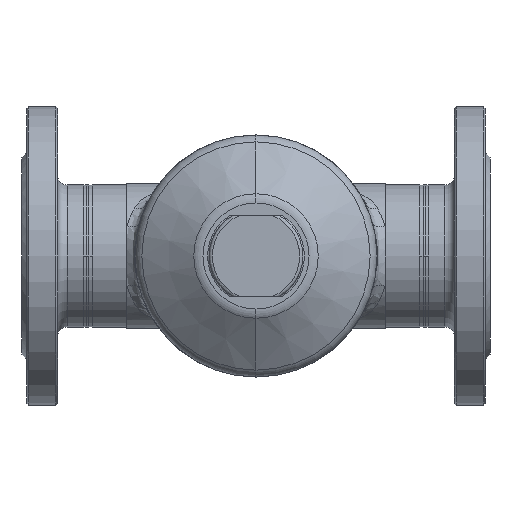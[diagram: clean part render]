
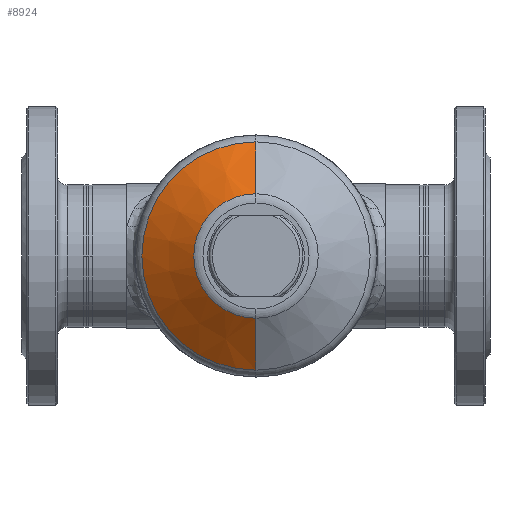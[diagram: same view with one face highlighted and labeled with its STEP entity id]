
A CAD part, front view. The second image highlights one B-rep face of the part: STEP entity #8924.
In plain terms, the highlighted conical face has half-angle 55 degrees and reference radius 70.736 mm.
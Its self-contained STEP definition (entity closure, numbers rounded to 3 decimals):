
#76 = DIRECTION ( 'NONE',  ( 0., 1., 0. ) ) ;
#194 = DIRECTION ( 'NONE',  ( 0., 0.574, 0.819 ) ) ;
#543 = AXIS2_PLACEMENT_3D ( 'NONE', #9822, #11490, #2263 ) ;
#999 = CARTESIAN_POINT ( 'NONE',  ( 0., -108.678, -70.736 ) ) ;
#2263 = DIRECTION ( 'NONE',  ( 0., 0., -1. ) ) ;
#2284 = ORIENTED_EDGE ( 'NONE', *, *, #7078, .F. ) ;
#2302 = EDGE_CURVE ( 'NONE', #10044, #4882, #8482, .T. ) ;
#2551 = CARTESIAN_POINT ( 'NONE',  ( 0., -108.678, 70.736 ) ) ;
#3139 = ORIENTED_EDGE ( 'NONE', *, *, #5691, .T. ) ;
#3779 = DIRECTION ( 'NONE',  ( 0., 0., -1. ) ) ;
#3942 = LINE ( 'NONE', #15591, #8288 ) ;
#4417 = CIRCLE ( 'NONE', #543, 38.583 ) ;
#4882 = VERTEX_POINT ( 'NONE', #2551 ) ;
#5691 = EDGE_CURVE ( 'NONE', #7068, #4882, #3942, .T. ) ;
#6150 = CARTESIAN_POINT ( 'NONE',  ( 0., -108.678, -70.736 ) ) ;
#7068 = VERTEX_POINT ( 'NONE', #12196 ) ;
#7078 = EDGE_CURVE ( 'NONE', #18744, #10044, #16285, .T. ) ;
#7972 = CARTESIAN_POINT ( 'NONE',  ( 0., -108.678, 0. ) ) ;
#8106 = EDGE_CURVE ( 'NONE', #18744, #7068, #4417, .T. ) ;
#8288 = VECTOR ( 'NONE', #194, 1000. ) ;
#8482 = CIRCLE ( 'NONE', #12291, 70.736 ) ;
#8924 = ADVANCED_FACE ( 'NONE', ( #15514 ), #19828, .T. ) ;
#9822 = CARTESIAN_POINT ( 'NONE',  ( 0., -131.192, 0. ) ) ;
#10044 = VERTEX_POINT ( 'NONE', #999 ) ;
#11383 = DIRECTION ( 'NONE',  ( 0., 1., 0. ) ) ;
#11490 = DIRECTION ( 'NONE',  ( 0., 1., 0. ) ) ;
#12196 = CARTESIAN_POINT ( 'NONE',  ( 0., -131.192, 38.583 ) ) ;
#12291 = AXIS2_PLACEMENT_3D ( 'NONE', #7972, #76, #13845 ) ;
#13845 = DIRECTION ( 'NONE',  ( 0., 0., -1. ) ) ;
#14118 = EDGE_LOOP ( 'NONE', ( #19672, #3139, #20009, #2284 ) ) ;
#14731 = CARTESIAN_POINT ( 'NONE',  ( 0., -108.678, 0. ) ) ;
#15514 = FACE_OUTER_BOUND ( 'NONE', #14118, .T. ) ;
#15591 = CARTESIAN_POINT ( 'NONE',  ( 0., -108.678, 70.736 ) ) ;
#15650 = DIRECTION ( 'NONE',  ( 0., 0.574, -0.819 ) ) ;
#16285 = LINE ( 'NONE', #6150, #17929 ) ;
#17348 = AXIS2_PLACEMENT_3D ( 'NONE', #14731, #11383, #3779 ) ;
#17761 = CARTESIAN_POINT ( 'NONE',  ( 0., -131.192, -38.583 ) ) ;
#17929 = VECTOR ( 'NONE', #15650, 1000. ) ;
#18744 = VERTEX_POINT ( 'NONE', #17761 ) ;
#19672 = ORIENTED_EDGE ( 'NONE', *, *, #8106, .T. ) ;
#19828 = CONICAL_SURFACE ( 'NONE', #17348, 70.736, 0.96 ) ;
#20009 = ORIENTED_EDGE ( 'NONE', *, *, #2302, .F. ) ;
